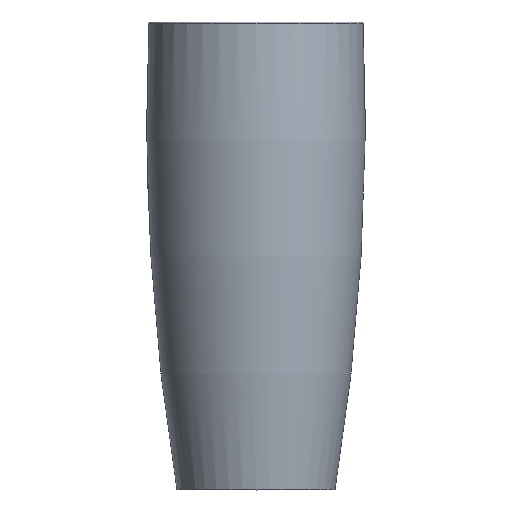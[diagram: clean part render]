
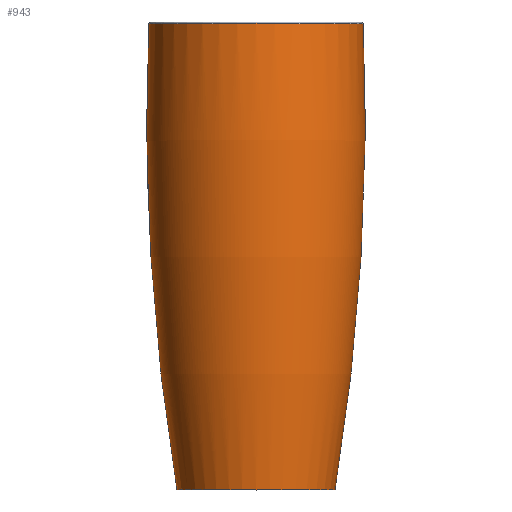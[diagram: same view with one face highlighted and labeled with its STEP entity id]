
A CAD part, top view. The second image highlights one B-rep face of the part: STEP entity #943.
In plain terms, the highlighted toroidal (fillet/blend) face has major radius 4200.2 mm and minor radius 4410.2 mm.
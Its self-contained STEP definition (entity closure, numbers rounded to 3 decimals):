
#18 = DIRECTION ( 'NONE',  ( 0., 0., -1. ) ) ;
#54 = ORIENTED_EDGE ( 'NONE', *, *, #278, .T. ) ;
#204 = FACE_OUTER_BOUND ( 'NONE', #864, .T. ) ;
#224 = AXIS2_PLACEMENT_3D ( 'NONE', #808, #18, #569 ) ;
#229 = VERTEX_POINT ( 'NONE', #705 ) ;
#233 = VERTEX_POINT ( 'NONE', #633 ) ;
#255 = VERTEX_POINT ( 'NONE', #399 ) ;
#264 = DIRECTION ( 'NONE',  ( -1., 0., 0. ) ) ;
#275 = CIRCLE ( 'NONE', #532, 4410.202 ) ;
#278 = EDGE_CURVE ( 'NONE', #685, #255, #275, .T. ) ;
#319 = CARTESIAN_POINT ( 'NONE',  ( -4200.202, 662.209, 0. ) ) ;
#349 = EDGE_CURVE ( 'NONE', #229, #233, #557, .T. ) ;
#352 = CARTESIAN_POINT ( 'NONE',  ( 0., -50., 0. ) ) ;
#399 = CARTESIAN_POINT ( 'NONE',  ( 206.122, 847.126, 0. ) ) ;
#407 = ORIENTED_EDGE ( 'NONE', *, *, #626, .T. ) ;
#441 = AXIS2_PLACEMENT_3D ( 'NONE', #352, #660, #650 ) ;
#459 = DIRECTION ( 'NONE',  ( 1., 0., 0. ) ) ;
#472 = AXIS2_PLACEMENT_3D ( 'NONE', #860, #610, #783 ) ;
#509 = DIRECTION ( 'NONE',  ( 0., 1., 0. ) ) ;
#532 = AXIS2_PLACEMENT_3D ( 'NONE', #319, #700, #459 ) ;
#557 = CIRCLE ( 'NONE', #224, 4410.202 ) ;
#565 = ORIENTED_EDGE ( 'NONE', *, *, #1013, .F. ) ;
#569 = DIRECTION ( 'NONE',  ( -1., 0., 0. ) ) ;
#610 = DIRECTION ( 'NONE',  ( 0., 1., 0. ) ) ;
#626 = EDGE_CURVE ( 'NONE', #229, #685, #867, .T. ) ;
#633 = CARTESIAN_POINT ( 'NONE',  ( -206.122, 847.126, 0. ) ) ;
#650 = DIRECTION ( 'NONE',  ( 1., 0., 0. ) ) ;
#660 = DIRECTION ( 'NONE',  ( 0., 1., 0. ) ) ;
#685 = VERTEX_POINT ( 'NONE', #760 ) ;
#700 = DIRECTION ( 'NONE',  ( 0., 0., 1. ) ) ;
#705 = CARTESIAN_POINT ( 'NONE',  ( -152.112, -50., 0. ) ) ;
#760 = CARTESIAN_POINT ( 'NONE',  ( 152.112, -50., 0. ) ) ;
#783 = DIRECTION ( 'NONE',  ( -1., 0., 0. ) ) ;
#808 = CARTESIAN_POINT ( 'NONE',  ( 4200.202, 662.209, 0. ) ) ;
#853 = TOROIDAL_SURFACE ( 'NONE', #929, -4200.202, 4410.202 ) ;
#857 = ORIENTED_EDGE ( 'NONE', *, *, #349, .F. ) ;
#860 = CARTESIAN_POINT ( 'NONE',  ( 0., 847.126, 0. ) ) ;
#864 = EDGE_LOOP ( 'NONE', ( #407, #54, #565, #857 ) ) ;
#867 = CIRCLE ( 'NONE', #441, 152.112 ) ;
#895 = CARTESIAN_POINT ( 'NONE',  ( 0., 662.209, 0. ) ) ;
#929 = AXIS2_PLACEMENT_3D ( 'NONE', #895, #509, #264 ) ;
#943 = ADVANCED_FACE ( 'NONE', ( #204 ), #853, .T. ) ;
#1013 = EDGE_CURVE ( 'NONE', #233, #255, #1020, .T. ) ;
#1020 = CIRCLE ( 'NONE', #472, 206.122 ) ;
